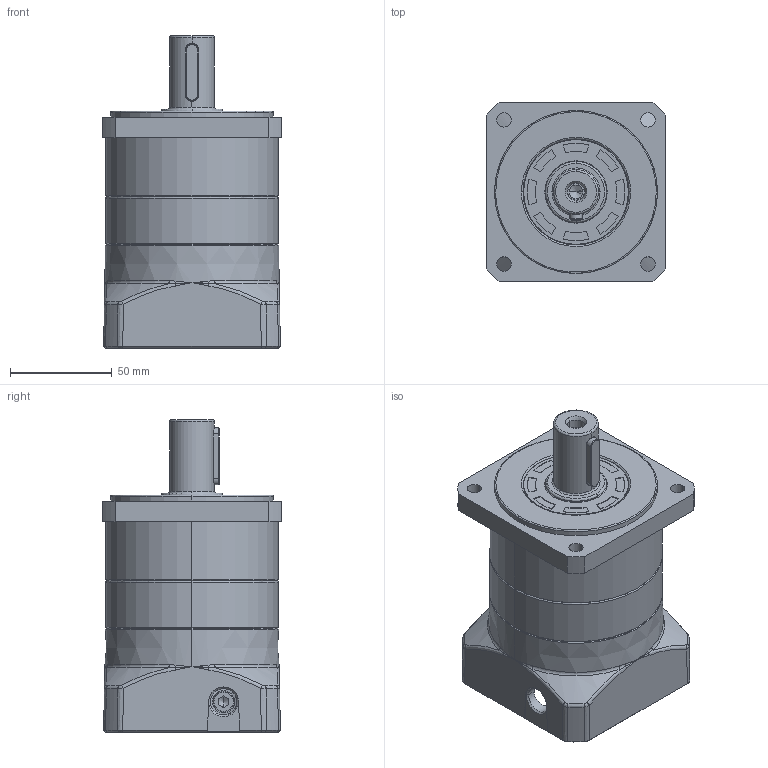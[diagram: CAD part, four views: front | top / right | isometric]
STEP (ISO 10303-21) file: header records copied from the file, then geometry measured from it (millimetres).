
FILE_DESCRIPTION (( 'STEP AP214' ), '1' );
FILE_NAME ('FB-090-L1-P2-¦µ19-¦µ80-¦µ100-M6-42-C22.STEP', '2024-01-04T13:15:47', ( '' ), ( '' ), 'SwSTEP 2.0', 'SolidWorks 2013', '' );
FILE_SCHEMA (( 'AUTOMOTIVE_DESIGN' ));
Length unit declared in the file: millimetre
Products named in the file (9): FB-090-L1-P2-朴19-朴80-朴100-M6-42-C22; 镂空输入法兰FB090-80X51XM6; 怀堤傷褲极FB090; 怀堤俴陎殤FB090-C22; FBK嘎殤蚐猾 KG30x52x6; M5樓粟菜; A倰す瑩6X28; 单边锁输入轴FB090-19(带螺丝); 内齿圈FB090-D108
Assembly tree (13 placements, depth 2):
  FB-090-L1-P2-朴19-朴80-朴100-M6-42-C22
    内齿圈FB090-D108
    单边锁输入轴FB090-19(带螺丝)
    A倰す瑩6X28
    M5樓粟菜  x6
    FBK嘎殤蚐猾 KG30x52x6
    怀堤俴陎殤FB090-C22
    怀堤傷褲极FB090
    镂空输入法兰FB090-80X51XM6
Bounding box: 88 x 88 x 153.5 mm (x, y, z)
Volume: 363526.9 mm3; surface area: 129528.2 mm2
Topology: 7 solids, 20 shells, 1217 faces, 3046 edges, 1849 vertices
Faces by surface type: bspline 337, cylinder 265, plane 252, cone 208, torus 100, sphere 55
Entity records: 49639 total; most frequent: CARTESIAN_POINT 27215, ORIENTED_EDGE 5239, DIRECTION 3685, EDGE_CURVE 2626, VERTEX_POINT 1620, AXIS2_PLACEMENT_3D 1547, EDGE_LOOP 1174, B_SPLINE_CURVE_WITH_KNOTS 1133
